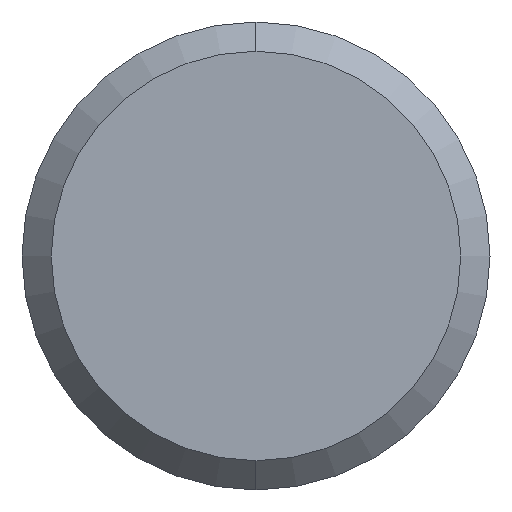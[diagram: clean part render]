
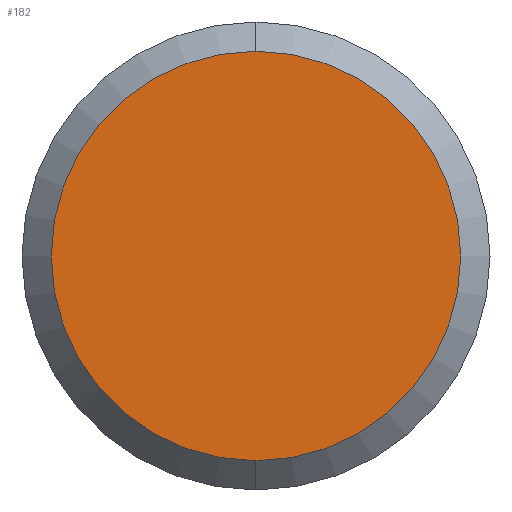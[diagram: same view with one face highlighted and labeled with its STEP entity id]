
A CAD part, left-side view. The second image highlights one B-rep face of the part: STEP entity #182.
In plain terms, the highlighted planar face has unit normal (-1, 0, 0).
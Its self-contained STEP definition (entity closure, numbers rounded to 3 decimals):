
#39 = AXIS2_PLACEMENT_3D ( 'NONE', #80, #119, #189 ) ;
#45 = DIRECTION ( 'NONE',  ( -1., 0., 0. ) ) ;
#56 = EDGE_CURVE ( 'NONE', #101, #178, #71, .T. ) ;
#71 = CIRCLE ( 'NONE', #236, 3.5 ) ;
#80 = CARTESIAN_POINT ( 'NONE',  ( -60.625, 0., 0. ) ) ;
#82 = EDGE_CURVE ( 'NONE', #178, #101, #141, .T. ) ;
#86 = DIRECTION ( 'NONE',  ( 0., 0., -1. ) ) ;
#87 = DIRECTION ( 'NONE',  ( -1., 0., 0. ) ) ;
#89 = CARTESIAN_POINT ( 'NONE',  ( -60.625, 0., 0. ) ) ;
#98 = PLANE ( 'NONE',  #39 ) ;
#101 = VERTEX_POINT ( 'NONE', #102 ) ;
#102 = CARTESIAN_POINT ( 'NONE',  ( -60.625, 0., 3.5 ) ) ;
#112 = ORIENTED_EDGE ( 'NONE', *, *, #82, .T. ) ;
#119 = DIRECTION ( 'NONE',  ( 1., 0., 0. ) ) ;
#141 = CIRCLE ( 'NONE', #154, 3.5 ) ;
#147 = CARTESIAN_POINT ( 'NONE',  ( -60.625, 0., 0. ) ) ;
#154 = AXIS2_PLACEMENT_3D ( 'NONE', #147, #45, #265 ) ;
#168 = CARTESIAN_POINT ( 'NONE',  ( -60.625, 0., -3.5 ) ) ;
#178 = VERTEX_POINT ( 'NONE', #168 ) ;
#182 = ADVANCED_FACE ( 'NONE', ( #210 ), #98, .F. ) ;
#189 = DIRECTION ( 'NONE',  ( 0., 0., -1. ) ) ;
#210 = FACE_OUTER_BOUND ( 'NONE', #250, .T. ) ;
#226 = ORIENTED_EDGE ( 'NONE', *, *, #56, .T. ) ;
#236 = AXIS2_PLACEMENT_3D ( 'NONE', #89, #87, #86 ) ;
#250 = EDGE_LOOP ( 'NONE', ( #112, #226 ) ) ;
#265 = DIRECTION ( 'NONE',  ( 0., 0., -1. ) ) ;
